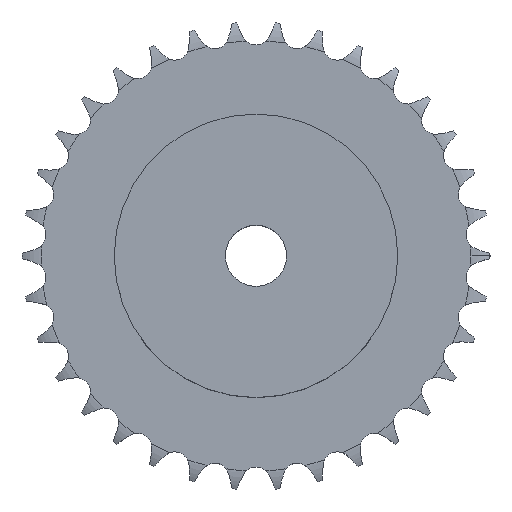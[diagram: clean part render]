
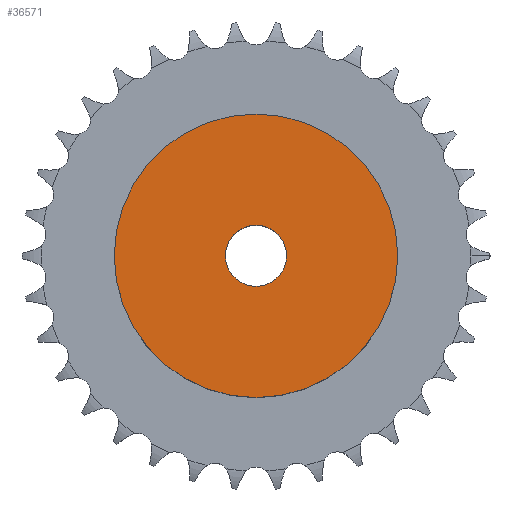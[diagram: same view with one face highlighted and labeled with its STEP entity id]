
A CAD part, top view. The second image highlights one B-rep face of the part: STEP entity #36571.
In plain terms, the highlighted planar face has unit normal (0, 0, 1).
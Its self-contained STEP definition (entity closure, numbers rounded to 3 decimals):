
#4296 = CYLINDRICAL_SURFACE('',#4297,32.5);
#4297 = AXIS2_PLACEMENT_3D('',#4298,#4299,#4300);
#4298 = CARTESIAN_POINT('',(0.,0.,0.));
#4299 = DIRECTION('',(-0.,-0.,-1.));
#4300 = DIRECTION('',(1.,0.,0.));
#23074 = VERTEX_POINT('',#23075);
#23075 = CARTESIAN_POINT('',(32.5,0.,30.));
#23096 = EDGE_CURVE('',#23074,#23074,#23097,.T.);
#23097 = SURFACE_CURVE('',#23098,(#23103,#23110),.PCURVE_S1.);
#23098 = CIRCLE('',#23099,32.5);
#23099 = AXIS2_PLACEMENT_3D('',#23100,#23101,#23102);
#23100 = CARTESIAN_POINT('',(0.,0.,30.));
#23101 = DIRECTION('',(0.,0.,1.));
#23102 = DIRECTION('',(1.,0.,0.));
#23103 = PCURVE('',#4296,#23104);
#23104 = DEFINITIONAL_REPRESENTATION('',(#23105),#23109);
#23105 = LINE('',#23106,#23107);
#23106 = CARTESIAN_POINT('',(-0.,-30.));
#23107 = VECTOR('',#23108,1.);
#23108 = DIRECTION('',(-1.,0.));
#23109 = ( GEOMETRIC_REPRESENTATION_CONTEXT(2) 
PARAMETRIC_REPRESENTATION_CONTEXT() REPRESENTATION_CONTEXT('2D SPACE',''
  ) );
#23110 = PCURVE('',#23111,#23116);
#23111 = PLANE('',#23112);
#23112 = AXIS2_PLACEMENT_3D('',#23113,#23114,#23115);
#23113 = CARTESIAN_POINT('',(0.,0.,30.)
  );
#23114 = DIRECTION('',(0.,0.,1.));
#23115 = DIRECTION('',(1.,0.,0.));
#23116 = DEFINITIONAL_REPRESENTATION('',(#23117),#23121);
#23117 = CIRCLE('',#23118,32.5);
#23118 = AXIS2_PLACEMENT_2D('',#23119,#23120);
#23119 = CARTESIAN_POINT('',(0.,0.));
#23120 = DIRECTION('',(1.,0.));
#23121 = ( GEOMETRIC_REPRESENTATION_CONTEXT(2) 
PARAMETRIC_REPRESENTATION_CONTEXT() REPRESENTATION_CONTEXT('2D SPACE',''
  ) );
#30956 = CYLINDRICAL_SURFACE('',#30957,7.);
#30957 = AXIS2_PLACEMENT_3D('',#30958,#30959,#30960);
#30958 = CARTESIAN_POINT('',(0.,0.,163.988));
#30959 = DIRECTION('',(0.,0.,1.));
#30960 = DIRECTION('',(1.,0.,0.));
#36571 = ADVANCED_FACE('',(#36572,#36575),#23111,.T.);
#36572 = FACE_BOUND('',#36573,.T.);
#36573 = EDGE_LOOP('',(#36574));
#36574 = ORIENTED_EDGE('',*,*,#23096,.T.);
#36575 = FACE_BOUND('',#36576,.T.);
#36576 = EDGE_LOOP('',(#36577));
#36577 = ORIENTED_EDGE('',*,*,#36578,.F.);
#36578 = EDGE_CURVE('',#36579,#36579,#36581,.T.);
#36579 = VERTEX_POINT('',#36580);
#36580 = CARTESIAN_POINT('',(7.,0.,30.));
#36581 = SURFACE_CURVE('',#36582,(#36587,#36594),.PCURVE_S1.);
#36582 = CIRCLE('',#36583,7.);
#36583 = AXIS2_PLACEMENT_3D('',#36584,#36585,#36586);
#36584 = CARTESIAN_POINT('',(0.,0.,30.));
#36585 = DIRECTION('',(0.,0.,1.));
#36586 = DIRECTION('',(1.,0.,0.));
#36587 = PCURVE('',#23111,#36588);
#36588 = DEFINITIONAL_REPRESENTATION('',(#36589),#36593);
#36589 = CIRCLE('',#36590,7.);
#36590 = AXIS2_PLACEMENT_2D('',#36591,#36592);
#36591 = CARTESIAN_POINT('',(0.,0.));
#36592 = DIRECTION('',(1.,0.));
#36593 = ( GEOMETRIC_REPRESENTATION_CONTEXT(2) 
PARAMETRIC_REPRESENTATION_CONTEXT() REPRESENTATION_CONTEXT('2D SPACE',''
  ) );
#36594 = PCURVE('',#30956,#36595);
#36595 = DEFINITIONAL_REPRESENTATION('',(#36596),#36600);
#36596 = LINE('',#36597,#36598);
#36597 = CARTESIAN_POINT('',(0.,-133.988));
#36598 = VECTOR('',#36599,1.);
#36599 = DIRECTION('',(1.,0.));
#36600 = ( GEOMETRIC_REPRESENTATION_CONTEXT(2) 
PARAMETRIC_REPRESENTATION_CONTEXT() REPRESENTATION_CONTEXT('2D SPACE',''
  ) );
